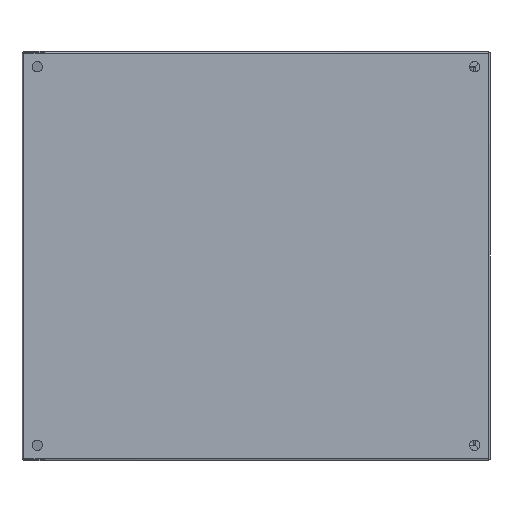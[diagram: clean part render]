
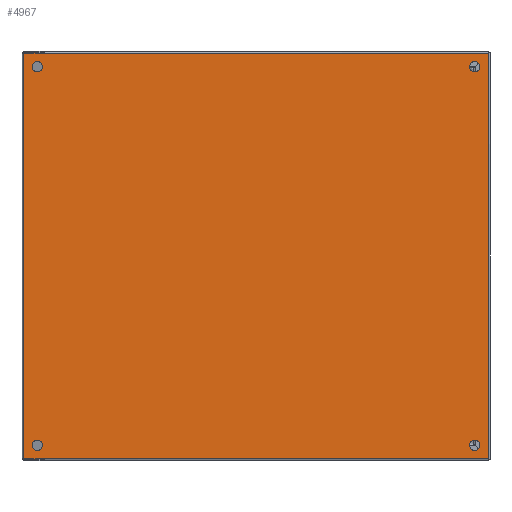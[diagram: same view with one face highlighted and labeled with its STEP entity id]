
A CAD part, left-side view. The second image highlights one B-rep face of the part: STEP entity #4967.
In plain terms, the highlighted face is planar.
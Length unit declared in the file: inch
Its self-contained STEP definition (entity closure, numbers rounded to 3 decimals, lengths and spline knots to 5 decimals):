
#477 = DIRECTION ( 'NONE',  ( 0., 0., 1. ) ) ;
#486 = ORIENTED_EDGE ( 'NONE', *, *, #19470, .T. ) ;
#578 = DIRECTION ( 'NONE',  ( 0., -1., 0. ) ) ;
#742 = AXIS2_PLACEMENT_3D ( 'NONE', #13101, #18100, #15542 ) ;
#1131 = DIRECTION ( 'NONE',  ( -1., 0., 0. ) ) ;
#1168 = CARTESIAN_POINT ( 'NONE',  ( 9.5, 0., -10.6935 ) ) ;
#1238 = CARTESIAN_POINT ( 'NONE',  ( 9.914, 0., 0. ) ) ;
#1348 = ORIENTED_EDGE ( 'NONE', *, *, #26577, .T. ) ;
#1373 = VERTEX_POINT ( 'NONE', #22804 ) ;
#1397 = VERTEX_POINT ( 'NONE', #28065 ) ;
#1914 = EDGE_CURVE ( 'NONE', #9911, #1397, #4401, .T. ) ;
#2207 = DIRECTION ( 'NONE',  ( -1., 0., 0. ) ) ;
#2314 = PLANE ( 'NONE',  #19556 ) ;
#2685 = DIRECTION ( 'NONE',  ( -1., 0., 0. ) ) ;
#2752 = DIRECTION ( 'NONE',  ( 0., -1., 0. ) ) ;
#2850 = DIRECTION ( 'NONE',  ( 0., -1., 0. ) ) ;
#3169 = CIRCLE ( 'NONE', #22082, 0.25 ) ;
#3557 = AXIS2_PLACEMENT_3D ( 'NONE', #14687, #2850, #12462 ) ;
#3611 = EDGE_CURVE ( 'NONE', #1373, #24294, #4119, .T. ) ;
#3636 = EDGE_CURVE ( 'NONE', #14490, #8337, #31621, .T. ) ;
#3793 = CARTESIAN_POINT ( 'NONE',  ( -9.25, 0., 10.68108 ) ) ;
#4119 = CIRCLE ( 'NONE', #19698, 0.25 ) ;
#4120 = EDGE_CURVE ( 'NONE', #24662, #4345, #5582, .T. ) ;
#4326 = VECTOR ( 'NONE', #477, 39.37008 ) ;
#4345 = VERTEX_POINT ( 'NONE', #22046 ) ;
#4401 = CIRCLE ( 'NONE', #22665, 0.25 ) ;
#4441 = EDGE_CURVE ( 'NONE', #11140, #14490, #23685, .T. ) ;
#4668 = DIRECTION ( 'NONE',  ( -1., 0., 0. ) ) ;
#4728 = DIRECTION ( 'NONE',  ( 0., 1., 0. ) ) ;
#4928 = EDGE_CURVE ( 'NONE', #10471, #11140, #10254, .T. ) ;
#4967 = ADVANCED_FACE ( 'NONE', ( #7170, #5673, #22827, #21688, #26684 ), #2314, .T. ) ;
#5070 = CARTESIAN_POINT ( 'NONE',  ( 0., 0., -11.3575 ) ) ;
#5292 = DIRECTION ( 'NONE',  ( -1., 0., 0. ) ) ;
#5348 = ORIENTED_EDGE ( 'NONE', *, *, #3611, .T. ) ;
#5582 = CIRCLE ( 'NONE', #11949, 0.25 ) ;
#5673 = FACE_BOUND ( 'NONE', #24644, .T. ) ;
#5829 = LINE ( 'NONE', #22860, #17270 ) ;
#6624 = EDGE_LOOP ( 'NONE', ( #21527, #5348 ) ) ;
#6714 = EDGE_CURVE ( 'NONE', #24154, #10471, #5829, .T. ) ;
#7037 = CARTESIAN_POINT ( 'NONE',  ( 9.914, 0., 10.34508 ) ) ;
#7061 = EDGE_CURVE ( 'NONE', #1397, #9911, #13289, .T. ) ;
#7169 = DIRECTION ( 'NONE',  ( 1., 0., 0. ) ) ;
#7170 = FACE_OUTER_BOUND ( 'NONE', #30371, .T. ) ;
#7690 = EDGE_CURVE ( 'NONE', #8337, #22062, #16423, .T. ) ;
#8259 = CARTESIAN_POINT ( 'NONE',  ( 9.25, 0., -10.6935 ) ) ;
#8337 = VERTEX_POINT ( 'NONE', #14970 ) ;
#8577 = ORIENTED_EDGE ( 'NONE', *, *, #19962, .T. ) ;
#8786 = ORIENTED_EDGE ( 'NONE', *, *, #4928, .T. ) ;
#9911 = VERTEX_POINT ( 'NONE', #18112 ) ;
#10254 = LINE ( 'NONE', #14651, #28220 ) ;
#10471 = VERTEX_POINT ( 'NONE', #27602 ) ;
#11094 = CARTESIAN_POINT ( 'NONE',  ( -9.914, 0., 10.34508 ) ) ;
#11140 = VERTEX_POINT ( 'NONE', #21648 ) ;
#11521 = EDGE_CURVE ( 'NONE', #4345, #24662, #3169, .T. ) ;
#11670 = ORIENTED_EDGE ( 'NONE', *, *, #4120, .T. ) ;
#11949 = AXIS2_PLACEMENT_3D ( 'NONE', #8259, #30172, #15534 ) ;
#12462 = DIRECTION ( 'NONE',  ( -1., 0., 0. ) ) ;
#13101 = CARTESIAN_POINT ( 'NONE',  ( -9.25, 0., 10.68108 ) ) ;
#13201 = ORIENTED_EDGE ( 'NONE', *, *, #4441, .T. ) ;
#13289 = CIRCLE ( 'NONE', #24574, 0.25 ) ;
#14490 = VERTEX_POINT ( 'NONE', #7037 ) ;
#14651 = CARTESIAN_POINT ( 'NONE',  ( 0., 0., 11.34508 ) ) ;
#14687 = CARTESIAN_POINT ( 'NONE',  ( 9.25, 0., 10.68108 ) ) ;
#14970 = CARTESIAN_POINT ( 'NONE',  ( 9.914, 0., -11.3575 ) ) ;
#15104 = EDGE_CURVE ( 'NONE', #24294, #1373, #29981, .T. ) ;
#15534 = DIRECTION ( 'NONE',  ( -1., 0., 0. ) ) ;
#15542 = DIRECTION ( 'NONE',  ( -1., 0., 0. ) ) ;
#15929 = DIRECTION ( 'NONE',  ( 0., -1., 0. ) ) ;
#16106 = VERTEX_POINT ( 'NONE', #29892 ) ;
#16249 = ORIENTED_EDGE ( 'NONE', *, *, #3636, .T. ) ;
#16423 = LINE ( 'NONE', #5070, #21373 ) ;
#17063 = EDGE_LOOP ( 'NONE', ( #8577, #486 ) ) ;
#17270 = VECTOR ( 'NONE', #22645, 39.37008 ) ;
#18100 = DIRECTION ( 'NONE',  ( 0., -1., 0. ) ) ;
#18112 = CARTESIAN_POINT ( 'NONE',  ( -9., 0., -10.6935 ) ) ;
#18593 = VECTOR ( 'NONE', #23298, 39.37008 ) ;
#19295 = ORIENTED_EDGE ( 'NONE', *, *, #7690, .T. ) ;
#19470 = EDGE_CURVE ( 'NONE', #20534, #16106, #21925, .T. ) ;
#19556 = AXIS2_PLACEMENT_3D ( 'NONE', #29190, #4728, #2207 ) ;
#19698 = AXIS2_PLACEMENT_3D ( 'NONE', #3793, #15929, #23080 ) ;
#19822 = CARTESIAN_POINT ( 'NONE',  ( -9.25, 0., -10.6935 ) ) ;
#19962 = EDGE_CURVE ( 'NONE', #16106, #20534, #30228, .T. ) ;
#20223 = CARTESIAN_POINT ( 'NONE',  ( 9.914, 0., 0. ) ) ;
#20534 = VERTEX_POINT ( 'NONE', #29875 ) ;
#21108 = LINE ( 'NONE', #29667, #4326 ) ;
#21373 = VECTOR ( 'NONE', #4668, 39.37008 ) ;
#21378 = VECTOR ( 'NONE', #22996, 39.37008 ) ;
#21527 = ORIENTED_EDGE ( 'NONE', *, *, #15104, .T. ) ;
#21648 = CARTESIAN_POINT ( 'NONE',  ( 9.914, 0., 11.34508 ) ) ;
#21688 = FACE_BOUND ( 'NONE', #6624, .T. ) ;
#21925 = CIRCLE ( 'NONE', #3557, 0.25 ) ;
#22046 = CARTESIAN_POINT ( 'NONE',  ( 9., 0., -10.6935 ) ) ;
#22062 = VERTEX_POINT ( 'NONE', #30688 ) ;
#22082 = AXIS2_PLACEMENT_3D ( 'NONE', #28008, #23153, #25849 ) ;
#22645 = DIRECTION ( 'NONE',  ( 0., 0., 1. ) ) ;
#22665 = AXIS2_PLACEMENT_3D ( 'NONE', #19822, #2752, #5292 ) ;
#22804 = CARTESIAN_POINT ( 'NONE',  ( -9., 0., 10.68108 ) ) ;
#22827 = FACE_BOUND ( 'NONE', #17063, .T. ) ;
#22860 = CARTESIAN_POINT ( 'NONE',  ( -9.914, 0., 0. ) ) ;
#22996 = DIRECTION ( 'NONE',  ( 0., 0., -1. ) ) ;
#23080 = DIRECTION ( 'NONE',  ( -1., 0., 0. ) ) ;
#23153 = DIRECTION ( 'NONE',  ( 0., -1., 0. ) ) ;
#23298 = DIRECTION ( 'NONE',  ( 0., 0., -1. ) ) ;
#23353 = EDGE_LOOP ( 'NONE', ( #31432, #28981 ) ) ;
#23685 = LINE ( 'NONE', #20223, #21378 ) ;
#24154 = VERTEX_POINT ( 'NONE', #11094 ) ;
#24294 = VERTEX_POINT ( 'NONE', #26032 ) ;
#24574 = AXIS2_PLACEMENT_3D ( 'NONE', #29880, #578, #2685 ) ;
#24644 = EDGE_LOOP ( 'NONE', ( #27800, #11670 ) ) ;
#24662 = VERTEX_POINT ( 'NONE', #1168 ) ;
#24998 = ORIENTED_EDGE ( 'NONE', *, *, #6714, .T. ) ;
#25460 = CARTESIAN_POINT ( 'NONE',  ( 9.25, 0., 10.68108 ) ) ;
#25849 = DIRECTION ( 'NONE',  ( -1., 0., 0. ) ) ;
#26032 = CARTESIAN_POINT ( 'NONE',  ( -9.5, 0., 10.68108 ) ) ;
#26577 = EDGE_CURVE ( 'NONE', #22062, #24154, #21108, .T. ) ;
#26684 = FACE_BOUND ( 'NONE', #23353, .T. ) ;
#27592 = DIRECTION ( 'NONE',  ( 0., -1., 0. ) ) ;
#27602 = CARTESIAN_POINT ( 'NONE',  ( -9.914, 0., 11.34508 ) ) ;
#27800 = ORIENTED_EDGE ( 'NONE', *, *, #11521, .T. ) ;
#28008 = CARTESIAN_POINT ( 'NONE',  ( 9.25, 0., -10.6935 ) ) ;
#28065 = CARTESIAN_POINT ( 'NONE',  ( -9.5, 0., -10.6935 ) ) ;
#28220 = VECTOR ( 'NONE', #7169, 39.37008 ) ;
#28354 = AXIS2_PLACEMENT_3D ( 'NONE', #25460, #27592, #1131 ) ;
#28981 = ORIENTED_EDGE ( 'NONE', *, *, #1914, .T. ) ;
#29190 = CARTESIAN_POINT ( 'NONE',  ( 0., 0., 0. ) ) ;
#29667 = CARTESIAN_POINT ( 'NONE',  ( -9.914, 0., 0. ) ) ;
#29875 = CARTESIAN_POINT ( 'NONE',  ( 9.5, 0., 10.68108 ) ) ;
#29880 = CARTESIAN_POINT ( 'NONE',  ( -9.25, 0., -10.6935 ) ) ;
#29892 = CARTESIAN_POINT ( 'NONE',  ( 9., 0., 10.68108 ) ) ;
#29981 = CIRCLE ( 'NONE', #742, 0.25 ) ;
#30172 = DIRECTION ( 'NONE',  ( 0., -1., 0. ) ) ;
#30228 = CIRCLE ( 'NONE', #28354, 0.25 ) ;
#30371 = EDGE_LOOP ( 'NONE', ( #19295, #1348, #24998, #8786, #13201, #16249 ) ) ;
#30688 = CARTESIAN_POINT ( 'NONE',  ( -9.914, 0., -11.3575 ) ) ;
#31432 = ORIENTED_EDGE ( 'NONE', *, *, #7061, .T. ) ;
#31621 = LINE ( 'NONE', #1238, #18593 ) ;
